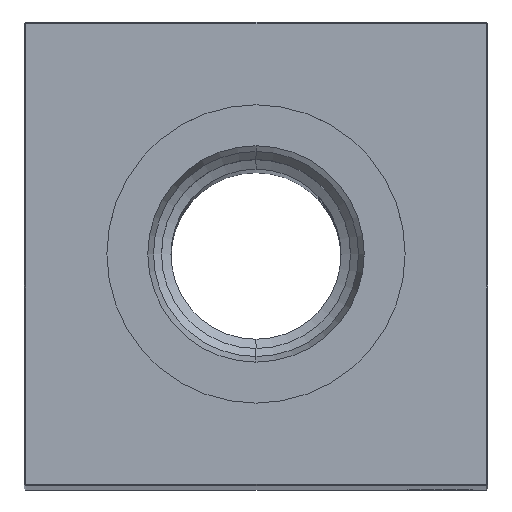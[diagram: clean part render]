
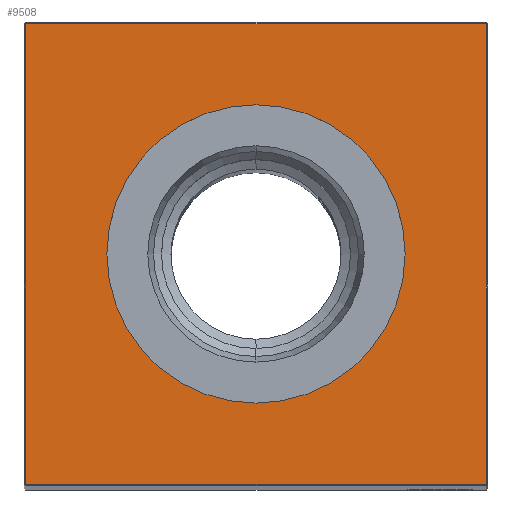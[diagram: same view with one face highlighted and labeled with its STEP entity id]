
A CAD part, top view. The second image highlights one B-rep face of the part: STEP entity #9508.
In plain terms, the highlighted planar face has unit normal (0, 0, 1).
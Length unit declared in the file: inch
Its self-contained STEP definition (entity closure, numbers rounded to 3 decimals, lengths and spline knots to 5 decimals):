
#1 = VERTEX_POINT ( 'NONE', #5057 ) ;
#468 = DIRECTION ( 'NONE',  ( 0., 1., 0. ) ) ;
#738 = LINE ( 'NONE', #6903, #19353 ) ;
#880 = VERTEX_POINT ( 'NONE', #9598 ) ;
#1219 = DIRECTION ( 'NONE',  ( -1., 0., 0. ) ) ;
#3112 = VECTOR ( 'NONE', #4944, 39.37008 ) ;
#3147 = ORIENTED_EDGE ( 'NONE', *, *, #19433, .T. ) ;
#3198 = DIRECTION ( 'NONE',  ( -1., 0., 0. ) ) ;
#4001 = CARTESIAN_POINT ( 'NONE',  ( -1.49, 0., 15.25 ) ) ;
#4873 = FACE_OUTER_BOUND ( 'NONE', #25411, .T. ) ;
#4891 = EDGE_CURVE ( 'NONE', #17332, #12668, #17289, .T. ) ;
#4944 = DIRECTION ( 'NONE',  ( 1., 0., 0. ) ) ;
#5057 = CARTESIAN_POINT ( 'NONE',  ( -1.49, -1.49, 15.25 ) ) ;
#5638 = CARTESIAN_POINT ( 'NONE',  ( -1.49, 1.49, 15.25 ) ) ;
#5733 = VERTEX_POINT ( 'NONE', #8866 ) ;
#5911 = ORIENTED_EDGE ( 'NONE', *, *, #16895, .T. ) ;
#6247 = CIRCLE ( 'NONE', #9730, 0.96457 ) ;
#6631 = CARTESIAN_POINT ( 'NONE',  ( 0., 0., 15.25 ) ) ;
#6682 = CARTESIAN_POINT ( 'NONE',  ( 0., 0., 15.25 ) ) ;
#6765 = EDGE_CURVE ( 'NONE', #1, #23018, #8973, .T. ) ;
#6903 = CARTESIAN_POINT ( 'NONE',  ( 1.49, 0., 15.25 ) ) ;
#8770 = PLANE ( 'NONE',  #11852 ) ;
#8866 = CARTESIAN_POINT ( 'NONE',  ( 0., 0.96457, 15.25 ) ) ;
#8973 = LINE ( 'NONE', #9364, #3112 ) ;
#9364 = CARTESIAN_POINT ( 'NONE',  ( 0., -1.49, 15.25 ) ) ;
#9508 = ADVANCED_FACE ( 'NONE', ( #4873, #17315 ), #8770, .F. ) ;
#9598 = CARTESIAN_POINT ( 'NONE',  ( 0., -0.96457, 15.25 ) ) ;
#9730 = AXIS2_PLACEMENT_3D ( 'NONE', #6682, #19513, #3198 ) ;
#11852 = AXIS2_PLACEMENT_3D ( 'NONE', #17182, #22934, #21181 ) ;
#12155 = DIRECTION ( 'NONE',  ( 0., -1., 0. ) ) ;
#12668 = VERTEX_POINT ( 'NONE', #5638 ) ;
#13015 = EDGE_CURVE ( 'NONE', #880, #5733, #15751, .T. ) ;
#13900 = ORIENTED_EDGE ( 'NONE', *, *, #13015, .T. ) ;
#13904 = EDGE_CURVE ( 'NONE', #5733, #880, #6247, .T. ) ;
#14804 = DIRECTION ( 'NONE',  ( 0., 0., -1. ) ) ;
#15751 = CIRCLE ( 'NONE', #25986, 0.96457 ) ;
#16127 = VECTOR ( 'NONE', #12155, 39.37008 ) ;
#16884 = VECTOR ( 'NONE', #1219, 39.37008 ) ;
#16895 = EDGE_CURVE ( 'NONE', #12668, #1, #18045, .T. ) ;
#17182 = CARTESIAN_POINT ( 'NONE',  ( 0., 0., 15.25 ) ) ;
#17289 = LINE ( 'NONE', #25429, #16884 ) ;
#17315 = FACE_BOUND ( 'NONE', #19684, .T. ) ;
#17332 = VERTEX_POINT ( 'NONE', #25174 ) ;
#18045 = LINE ( 'NONE', #4001, #16127 ) ;
#19011 = ORIENTED_EDGE ( 'NONE', *, *, #6765, .T. ) ;
#19353 = VECTOR ( 'NONE', #468, 39.37008 ) ;
#19433 = EDGE_CURVE ( 'NONE', #23018, #17332, #738, .T. ) ;
#19513 = DIRECTION ( 'NONE',  ( 0., 0., -1. ) ) ;
#19684 = EDGE_LOOP ( 'NONE', ( #26441, #13900 ) ) ;
#19908 = ORIENTED_EDGE ( 'NONE', *, *, #4891, .T. ) ;
#20806 = DIRECTION ( 'NONE',  ( -1., 0., 0. ) ) ;
#21181 = DIRECTION ( 'NONE',  ( -1., 0., 0. ) ) ;
#22934 = DIRECTION ( 'NONE',  ( 0., 0., -1. ) ) ;
#23018 = VERTEX_POINT ( 'NONE', #25547 ) ;
#25174 = CARTESIAN_POINT ( 'NONE',  ( 1.49, 1.49, 15.25 ) ) ;
#25411 = EDGE_LOOP ( 'NONE', ( #5911, #19011, #3147, #19908 ) ) ;
#25429 = CARTESIAN_POINT ( 'NONE',  ( 0., 1.49, 15.25 ) ) ;
#25547 = CARTESIAN_POINT ( 'NONE',  ( 1.49, -1.49, 15.25 ) ) ;
#25986 = AXIS2_PLACEMENT_3D ( 'NONE', #6631, #14804, #20806 ) ;
#26441 = ORIENTED_EDGE ( 'NONE', *, *, #13904, .T. ) ;
